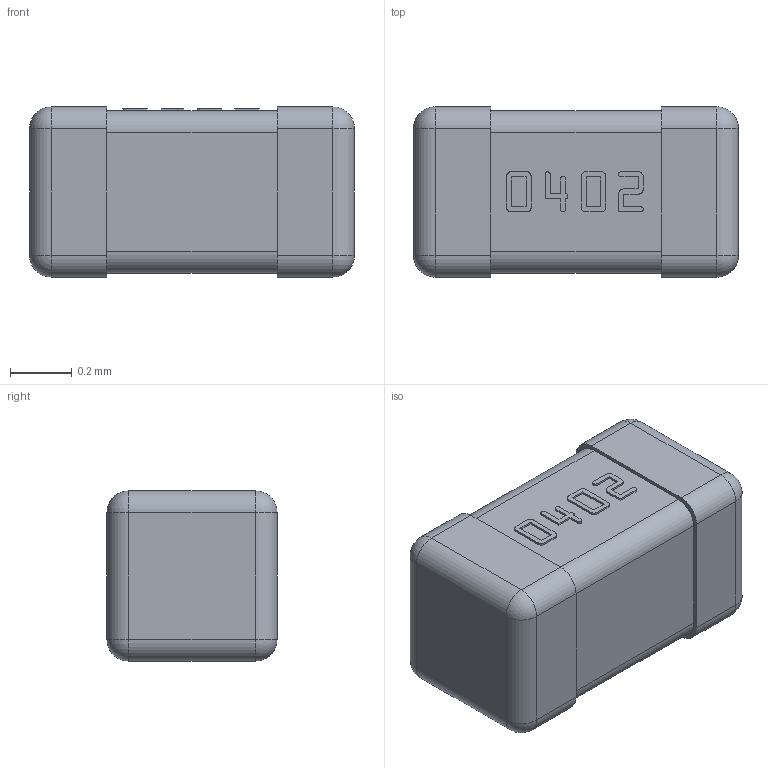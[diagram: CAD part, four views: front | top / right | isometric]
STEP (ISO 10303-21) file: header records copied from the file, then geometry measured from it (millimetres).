
FILE_DESCRIPTION (( 'STEP AP214' ), '1' );
FILE_NAME ('6286609B-E350-4839-9C4C-1D1F74CE5294.STEP', '2025-04-19T23:29:53', ( '' ), ( '' ), 'SwSTEP 2.0', 'SolidWorks 2022', '' );
FILE_SCHEMA (( 'AUTOMOTIVE_DESIGN' ));
Length unit declared in the file: millimetre
Products named in the file (1): 6286609B-E350-4839-9C4C-1D1F74CE5294
Bounding box: 1.05 x 0.55 x 0.55 mm (x, y, z)
Volume: 0.3 mm3; surface area: 2.7 mm2
Topology: 1 solids, 1 shells, 107 faces, 275 edges, 170 vertices
Faces by surface type: plane 56, bspline 23, cylinder 20, sphere 8
Entity records: 4055 total; most frequent: CARTESIAN_POINT 1488, ORIENTED_EDGE 534, DIRECTION 431, EDGE_CURVE 267, VECTOR 181, LINE 181, VERTEX_POINT 170, AXIS2_PLACEMENT_3D 125
